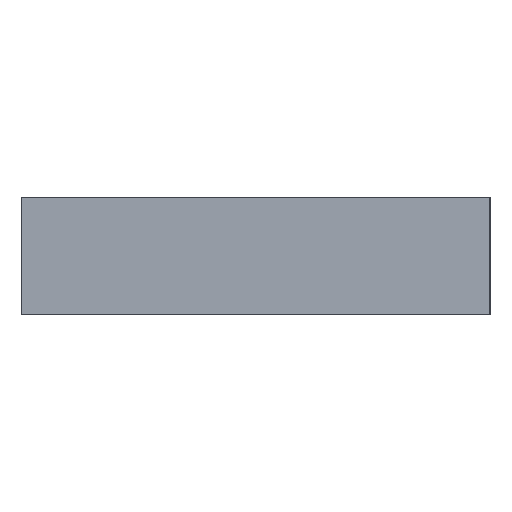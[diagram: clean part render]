
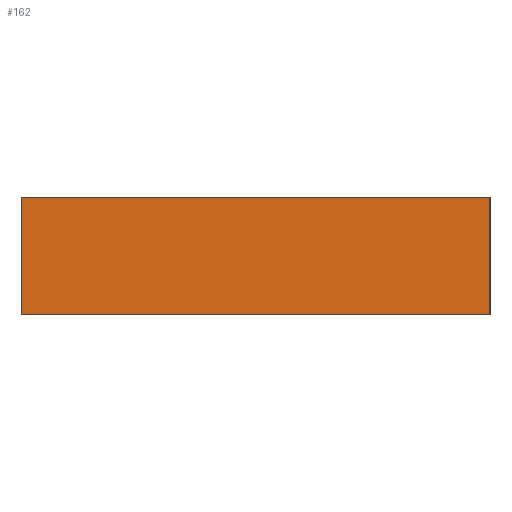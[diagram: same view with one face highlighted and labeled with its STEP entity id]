
A CAD part, left-side view. The second image highlights one B-rep face of the part: STEP entity #162.
In plain terms, the highlighted planar face has unit normal (-1, 0, 0).
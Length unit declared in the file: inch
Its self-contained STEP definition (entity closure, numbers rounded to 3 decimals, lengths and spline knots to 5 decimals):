
#10 = VERTEX_POINT ( 'NONE', #317 ) ;
#16 = CARTESIAN_POINT ( 'NONE',  ( -4.5, -1., 0.5 ) ) ;
#20 = VECTOR ( 'NONE', #130, 39.37008 ) ;
#23 = LINE ( 'NONE', #353, #20 ) ;
#26 = DIRECTION ( 'NONE',  ( 0., 0., -1. ) ) ;
#50 = PLANE ( 'NONE',  #60 ) ;
#55 = DIRECTION ( 'NONE',  ( 0., 0., -1. ) ) ;
#56 = ORIENTED_EDGE ( 'NONE', *, *, #178, .T. ) ;
#60 = AXIS2_PLACEMENT_3D ( 'NONE', #269, #131, #26 ) ;
#70 = VERTEX_POINT ( 'NONE', #289 ) ;
#77 = DIRECTION ( 'NONE',  ( 0., -1., 0. ) ) ;
#78 = CARTESIAN_POINT ( 'NONE',  ( -4.5, -1., 0. ) ) ;
#102 = VECTOR ( 'NONE', #77, 39.37008 ) ;
#104 = EDGE_CURVE ( 'NONE', #187, #343, #315, .T. ) ;
#130 = DIRECTION ( 'NONE',  ( 0., 0., -1. ) ) ;
#131 = DIRECTION ( 'NONE',  ( 1., 0., 0. ) ) ;
#134 = EDGE_CURVE ( 'NONE', #343, #10, #23, .T. ) ;
#136 = EDGE_LOOP ( 'NONE', ( #225, #199, #200, #56 ) ) ;
#162 = ADVANCED_FACE ( 'NONE', ( #250 ), #50, .F. ) ;
#163 = LINE ( 'NONE', #226, #172 ) ;
#165 = DIRECTION ( 'NONE',  ( 0., -1., 0. ) ) ;
#172 = VECTOR ( 'NONE', #55, 39.37008 ) ;
#178 = EDGE_CURVE ( 'NONE', #187, #70, #163, .T. ) ;
#187 = VERTEX_POINT ( 'NONE', #221 ) ;
#191 = EDGE_CURVE ( 'NONE', #70, #10, #330, .T. ) ;
#199 = ORIENTED_EDGE ( 'NONE', *, *, #134, .F. ) ;
#200 = ORIENTED_EDGE ( 'NONE', *, *, #104, .F. ) ;
#221 = CARTESIAN_POINT ( 'NONE',  ( -4.5, 1., 0.5 ) ) ;
#225 = ORIENTED_EDGE ( 'NONE', *, *, #191, .T. ) ;
#226 = CARTESIAN_POINT ( 'NONE',  ( -4.5, 1., 0.5 ) ) ;
#240 = VECTOR ( 'NONE', #165, 39.37008 ) ;
#250 = FACE_OUTER_BOUND ( 'NONE', #136, .T. ) ;
#269 = CARTESIAN_POINT ( 'NONE',  ( -4.5, -1., 0.5 ) ) ;
#289 = CARTESIAN_POINT ( 'NONE',  ( -4.5, 1., 0. ) ) ;
#315 = LINE ( 'NONE', #16, #102 ) ;
#317 = CARTESIAN_POINT ( 'NONE',  ( -4.5, -1., 0. ) ) ;
#330 = LINE ( 'NONE', #78, #240 ) ;
#337 = CARTESIAN_POINT ( 'NONE',  ( -4.5, -1., 0.5 ) ) ;
#343 = VERTEX_POINT ( 'NONE', #337 ) ;
#353 = CARTESIAN_POINT ( 'NONE',  ( -4.5, -1., 0.5 ) ) ;
